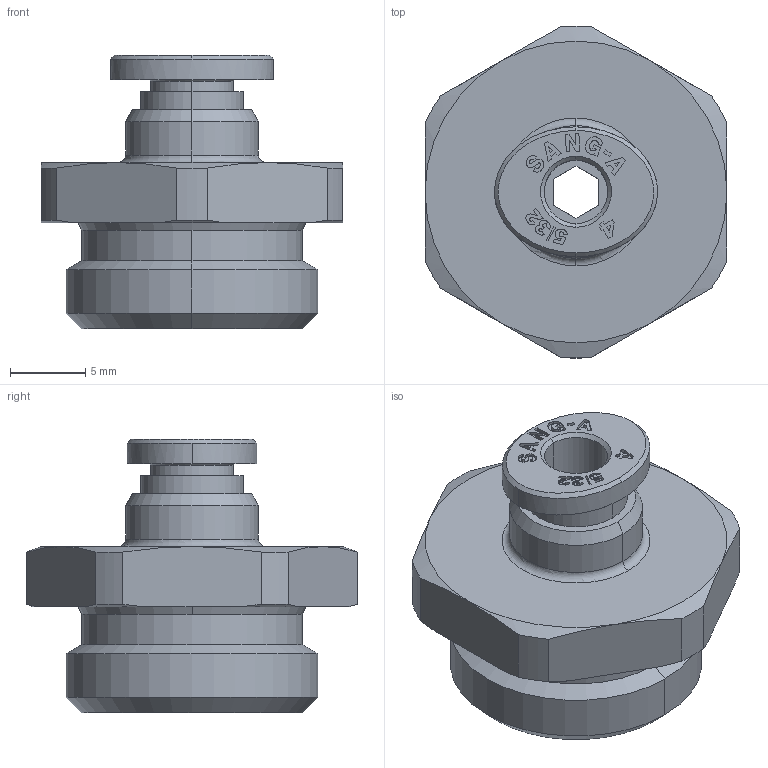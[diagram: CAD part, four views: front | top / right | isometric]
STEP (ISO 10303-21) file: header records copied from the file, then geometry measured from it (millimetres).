
FILE_DESCRIPTION (( 'STEP AP214' ), '1' );
FILE_NAME ('PC04-G03.stp', '2015-10-22T12:51:40', ( '' ), ( '' ), 'SwSTEP 2.0', 'SolidWorks 2015', '' );
FILE_SCHEMA (( 'AUTOMOTIVE_DESIGN' ));
Length unit declared in the file: millimetre
Products named in the file (2): PC04-G03; ｦ+ﾃｦ1
Assembly tree (1 placements, depth 2):
  PC04-G03
    ｦ+ﾃｦ1
Bounding box: 20 x 21.99 x 18.1 mm (x, y, z)
Volume: 2794 mm3; surface area: 1884.9 mm2
Topology: 1 solids, 1 shells, 434 faces, 1210 edges, 799 vertices
Faces by surface type: plane 347, bspline 30, cone 29, cylinder 26, torus 2
Entity records: 15351 total; most frequent: CARTESIAN_POINT 3764, ORIENTED_EDGE 2420, DIRECTION 2005, EDGE_CURVE 1210, LINE 1019, VECTOR 1019, VERTEX_POINT 799, AXIS2_PLACEMENT_3D 493
